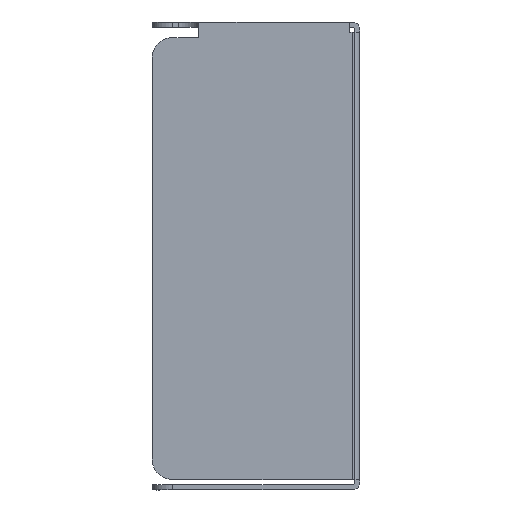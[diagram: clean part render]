
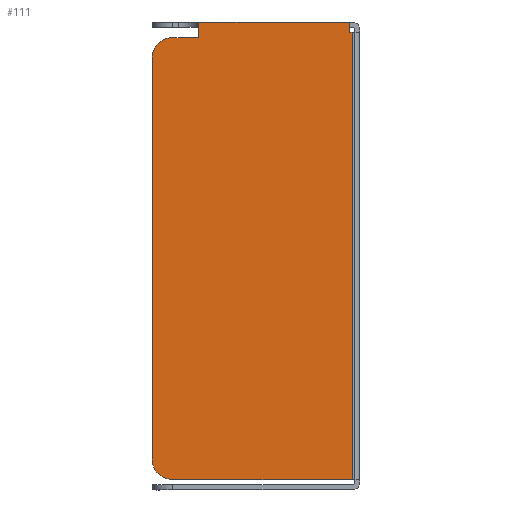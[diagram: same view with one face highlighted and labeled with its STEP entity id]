
A CAD part, left-side view. The second image highlights one B-rep face of the part: STEP entity #111.
In plain terms, the highlighted planar face has unit normal (-1, 0, 0).
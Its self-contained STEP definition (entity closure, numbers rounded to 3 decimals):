
#111=ADVANCED_FACE('',(#203),#1711,.T.);
#203=FACE_OUTER_BOUND('',#317,.T.);
#317=EDGE_LOOP('',(#752,#753,#754,#755,#756,#757,#758,#759,#760,#761));
#752=ORIENTED_EDGE('',*,*,#1059,.T.);
#753=ORIENTED_EDGE('',*,*,#989,.F.);
#754=ORIENTED_EDGE('',*,*,#1006,.F.);
#755=ORIENTED_EDGE('',*,*,#928,.F.);
#756=ORIENTED_EDGE('',*,*,#1000,.F.);
#757=ORIENTED_EDGE('',*,*,#927,.T.);
#758=ORIENTED_EDGE('',*,*,#932,.T.);
#759=ORIENTED_EDGE('',*,*,#1083,.F.);
#760=ORIENTED_EDGE('',*,*,#886,.F.);
#761=ORIENTED_EDGE('',*,*,#1084,.T.);
#886=EDGE_CURVE('',#1514,#1515,#1348,.T.);
#927=EDGE_CURVE('',#1577,#1543,#1381,.T.);
#928=EDGE_CURVE('',#1579,#1578,#1382,.T.);
#932=EDGE_CURVE('',#1543,#1544,#1386,.T.);
#989=EDGE_CURVE('',#1593,#1643,#1427,.T.);
#1000=EDGE_CURVE('',#1577,#1579,#1195,.T.);
#1006=EDGE_CURVE('',#1578,#1593,#1201,.T.);
#1059=EDGE_CURVE('',#1640,#1643,#1467,.T.);
#1083=EDGE_CURVE('',#1515,#1544,#1481,.T.);
#1084=EDGE_CURVE('',#1514,#1640,#1482,.T.);
#1195=TRIMMED_CURVE($,#1283,(#2788),(#2789),.T.,.CARTESIAN.);
#1201=TRIMMED_CURVE($,#1289,(#2806),(#2807),.T.,.CARTESIAN.);
#1283=CIRCLE('',#1921,4.);
#1289=CIRCLE('',#1927,4.);
#1348=B_SPLINE_CURVE_WITH_KNOTS('',1,(#2534,#2535),.UNSPECIFIED.,.F.,.F.,
(2,2),(0.,2.),.UNSPECIFIED.);
#1381=B_SPLINE_CURVE_WITH_KNOTS('',1,(#2624,#2625),.UNSPECIFIED.,.F.,.F.,
(2,2),(0.,34.5),.UNSPECIFIED.);
#1382=B_SPLINE_CURVE_WITH_KNOTS('',1,(#2626,#2627),.UNSPECIFIED.,.F.,.F.,
(2,2),(0.,77.),.UNSPECIFIED.);
#1386=B_SPLINE_CURVE_WITH_KNOTS('',1,(#2634,#2635),.UNSPECIFIED.,.F.,.F.,
(2,2),(0.,86.),.UNSPECIFIED.);
#1427=B_SPLINE_CURVE_WITH_KNOTS('',1,(#2764,#2765),.UNSPECIFIED.,.F.,.F.,
(2,2),(0.,5.),.UNSPECIFIED.);
#1467=B_SPLINE_CURVE_WITH_KNOTS('',1,(#2934,#2935),.UNSPECIFIED.,.F.,.F.,
(2,2),(0.,3.),.UNSPECIFIED.);
#1481=B_SPLINE_CURVE_WITH_KNOTS('',1,(#2996,#2997),.UNSPECIFIED.,.F.,.F.,
(2,2),(0.,0.5),.UNSPECIFIED.);
#1482=B_SPLINE_CURVE_WITH_KNOTS('',1,(#2998,#2999),.UNSPECIFIED.,.F.,.F.,
(2,2),(0.,29.),.UNSPECIFIED.);
#1514=VERTEX_POINT('',#2352);
#1515=VERTEX_POINT('',#2353);
#1543=VERTEX_POINT('',#2381);
#1544=VERTEX_POINT('',#2382);
#1577=VERTEX_POINT('',#2415);
#1578=VERTEX_POINT('',#2416);
#1579=VERTEX_POINT('',#2417);
#1593=VERTEX_POINT('',#2431);
#1640=VERTEX_POINT('',#2478);
#1643=VERTEX_POINT('',#2481);
#1711=PLANE('',#1849);
#1849=AXIS2_PLACEMENT_3D('',#2303,#2032,$);
#1921=AXIS2_PLACEMENT_3D($,#2787,#2129,#2130);
#1927=AXIS2_PLACEMENT_3D($,#2805,#2141,#2142);
#2032=DIRECTION('',(-1.,0.,0.));
#2129=DIRECTION('',(1.,0.,0.));
#2130=DIRECTION('',(0.,0.,-1.));
#2141=DIRECTION('',(1.,0.,0.));
#2142=DIRECTION('',(0.,1.,0.));
#2303=CARTESIAN_POINT('',(-198.,-100.,-145.));
#2352=CARTESIAN_POINT('',(-198.,-138.,-57.));
#2353=CARTESIAN_POINT('',(-198.,-138.,-59.));
#2381=CARTESIAN_POINT('',(-198.,-138.5,-145.));
#2382=CARTESIAN_POINT('',(-198.,-138.5,-59.));
#2415=CARTESIAN_POINT('',(-198.,-104.,-145.));
#2416=CARTESIAN_POINT('',(-198.,-100.,-64.));
#2417=CARTESIAN_POINT('',(-198.,-100.,-141.));
#2431=CARTESIAN_POINT('',(-198.,-104.,-60.));
#2478=CARTESIAN_POINT('',(-198.,-109.,-57.));
#2481=CARTESIAN_POINT('',(-198.,-109.,-60.));
#2534=CARTESIAN_POINT('',(-198.,-138.,-57.));
#2535=CARTESIAN_POINT('',(-198.,-138.,-59.));
#2624=CARTESIAN_POINT('',(-198.,-104.,-145.));
#2625=CARTESIAN_POINT('',(-198.,-138.5,-145.));
#2626=CARTESIAN_POINT('',(-198.,-100.,-141.));
#2627=CARTESIAN_POINT('',(-198.,-100.,-64.));
#2634=CARTESIAN_POINT('',(-198.,-138.5,-145.));
#2635=CARTESIAN_POINT('',(-198.,-138.5,-59.));
#2764=CARTESIAN_POINT('',(-198.,-104.,-60.));
#2765=CARTESIAN_POINT('',(-198.,-109.,-60.));
#2787=CARTESIAN_POINT('',(-198.,-104.,-141.));
#2788=CARTESIAN_POINT('',(-198.,-104.,-145.));
#2789=CARTESIAN_POINT('',(-198.,-100.,-141.));
#2805=CARTESIAN_POINT('',(-198.,-104.,-64.));
#2806=CARTESIAN_POINT('',(-198.,-100.,-64.));
#2807=CARTESIAN_POINT('',(-198.,-104.,-60.));
#2934=CARTESIAN_POINT('',(-198.,-109.,-57.));
#2935=CARTESIAN_POINT('',(-198.,-109.,-60.));
#2996=CARTESIAN_POINT('',(-198.,-138.,-59.));
#2997=CARTESIAN_POINT('',(-198.,-138.5,-59.));
#2998=CARTESIAN_POINT('',(-198.,-138.,-57.));
#2999=CARTESIAN_POINT('',(-198.,-109.,-57.));
